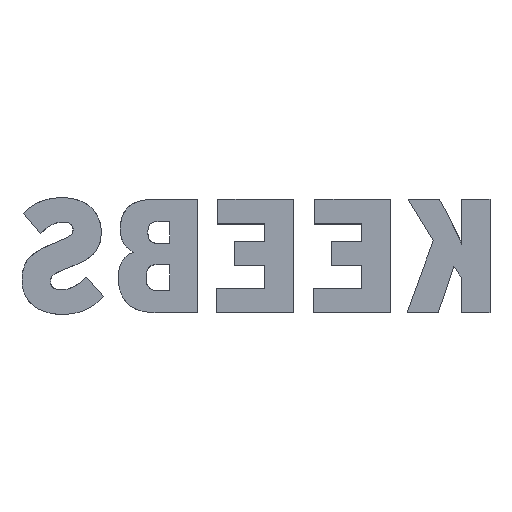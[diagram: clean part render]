
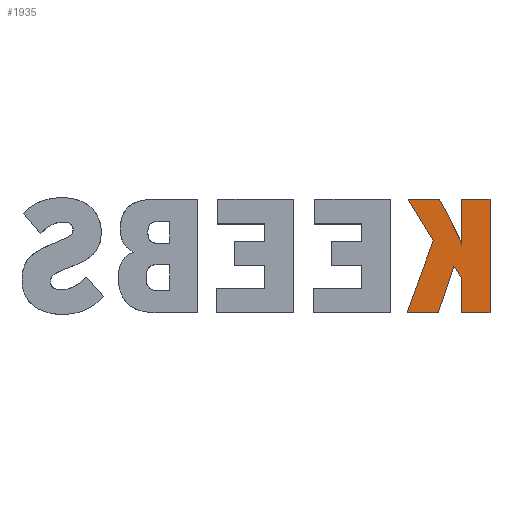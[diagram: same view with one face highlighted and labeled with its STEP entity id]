
A CAD part, top view. The second image highlights one B-rep face of the part: STEP entity #1935.
In plain terms, the highlighted planar face has unit normal (0, 0, 1).
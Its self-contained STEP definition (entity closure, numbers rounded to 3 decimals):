
#1434=CARTESIAN_POINT('',(-6.137,-14.789,0.6));
#1435=VERTEX_POINT('',#1434);
#1436=CARTESIAN_POINT('',(-6.64,-14.023,0.6));
#1437=VERTEX_POINT('',#1436);
#1438=CARTESIAN_POINT('',(-6.137,-14.789,0.6));
#1439=DIRECTION('',(-0.549,0.836,0.));
#1440=VECTOR('',#1439,0.916);
#1441=LINE('',#1438,#1440);
#1442=EDGE_CURVE('',#1435,#1437,#1441,.T.);
#1474=CARTESIAN_POINT('',(-7.749,-17.292,0.6));
#1475=VERTEX_POINT('',#1474);
#1476=CARTESIAN_POINT('',(-6.64,-14.023,0.6));
#1477=DIRECTION('',(-0.321,-0.947,0.));
#1478=VECTOR('',#1477,3.451);
#1479=LINE('',#1476,#1478);
#1480=EDGE_CURVE('',#1437,#1475,#1479,.T.);
#1505=CARTESIAN_POINT('',(-9.954,-17.292,0.6));
#1506=VERTEX_POINT('',#1505);
#1507=CARTESIAN_POINT('',(-7.749,-17.292,0.6));
#1508=DIRECTION('',(-1.,0.,0.));
#1509=VECTOR('',#1508,2.206);
#1510=LINE('',#1507,#1509);
#1511=EDGE_CURVE('',#1475,#1506,#1510,.T.);
#1536=CARTESIAN_POINT('',(-8.103,-12.217,0.6));
#1537=VERTEX_POINT('',#1536);
#1538=CARTESIAN_POINT('',(-9.954,-17.292,0.6));
#1539=DIRECTION('',(0.343,0.939,0.));
#1540=VECTOR('',#1539,5.401);
#1541=LINE('',#1538,#1540);
#1542=EDGE_CURVE('',#1506,#1537,#1541,.T.);
#1567=CARTESIAN_POINT('',(-9.886,-9.292,0.6));
#1568=VERTEX_POINT('',#1567);
#1569=CARTESIAN_POINT('',(-8.103,-12.217,0.6));
#1570=DIRECTION('',(-0.52,0.854,0.));
#1571=VECTOR('',#1570,3.426);
#1572=LINE('',#1569,#1571);
#1573=EDGE_CURVE('',#1537,#1568,#1572,.T.);
#1598=CARTESIAN_POINT('',(-7.669,-9.292,0.6));
#1599=VERTEX_POINT('',#1598);
#1600=CARTESIAN_POINT('',(-9.886,-9.292,0.6));
#1601=DIRECTION('',(1.,0.,-0.));
#1602=VECTOR('',#1601,2.217);
#1603=LINE('',#1600,#1602);
#1604=EDGE_CURVE('',#1568,#1599,#1603,.T.);
#1629=CARTESIAN_POINT('',(-7.189,-10.149,0.6));
#1630=VERTEX_POINT('',#1629);
#1631=CARTESIAN_POINT('',(-7.669,-9.292,0.6));
#1632=DIRECTION('',(0.489,-0.873,0.));
#1633=VECTOR('',#1632,0.982);
#1634=LINE('',#1631,#1633);
#1635=EDGE_CURVE('',#1599,#1630,#1634,.T.);
#1668=CARTESIAN_POINT('',(-6.091,-12.446,0.6));
#1669=VERTEX_POINT('',#1668);
#1670=CARTESIAN_POINT('',(-7.189,-10.149,0.6));
#1671=CARTESIAN_POINT('',(-7.084,-10.334,0.6));
#1672=CARTESIAN_POINT('',(-6.986,-10.522,0.6));
#1673=CARTESIAN_POINT('',(-6.891,-10.712,0.6));
#1674=CARTESIAN_POINT('',(-6.796,-10.901,0.6));
#1675=CARTESIAN_POINT('',(-6.704,-11.093,0.6));
#1676=CARTESIAN_POINT('',(-6.615,-11.285,0.6));
#1677=CARTESIAN_POINT('',(-6.435,-11.67,0.6));
#1678=CARTESIAN_POINT('',(-6.264,-12.058,0.6));
#1679=CARTESIAN_POINT('',(-6.091,-12.446,0.6));
#1680=B_SPLINE_CURVE_WITH_KNOTS('',3,(#1670,#1671,#1672,#1673,#1674,#1675,#1676,#1677,#1678,#1679),.UNSPECIFIED.,.F.,.F.,(4,3,3,4),(0.006,0.007,0.007,0.008),.UNSPECIFIED.);
#1681=EDGE_CURVE('',#1630,#1669,#1680,.T.);
#1715=CARTESIAN_POINT('',(-6.137,-10.229,0.6));
#1716=VERTEX_POINT('',#1715);
#1717=CARTESIAN_POINT('',(-6.091,-12.446,0.6));
#1718=CARTESIAN_POINT('',(-6.118,-12.077,0.6));
#1719=CARTESIAN_POINT('',(-6.127,-11.707,0.6));
#1720=CARTESIAN_POINT('',(-6.132,-11.338,0.6));
#1721=CARTESIAN_POINT('',(-6.137,-10.968,0.6));
#1722=CARTESIAN_POINT('',(-6.137,-10.598,0.6));
#1723=CARTESIAN_POINT('',(-6.137,-10.229,0.6));
#1724=B_SPLINE_CURVE_WITH_KNOTS('',3,(#1717,#1718,#1719,#1720,#1721,#1722,#1723),.UNSPECIFIED.,.F.,.F.,(4,3,4),(0.008,0.009,0.01),.UNSPECIFIED.);
#1725=EDGE_CURVE('',#1669,#1716,#1724,.T.);
#1751=CARTESIAN_POINT('',(-6.137,-9.292,0.6));
#1752=VERTEX_POINT('',#1751);
#1753=CARTESIAN_POINT('',(-6.137,-10.229,0.6));
#1754=DIRECTION('',(0.,1.,0.));
#1755=VECTOR('',#1754,0.937);
#1756=LINE('',#1753,#1755);
#1757=EDGE_CURVE('',#1716,#1752,#1756,.T.);
#1782=CARTESIAN_POINT('',(-4.091,-9.292,0.6));
#1783=VERTEX_POINT('',#1782);
#1784=CARTESIAN_POINT('',(-6.137,-9.292,0.6));
#1785=DIRECTION('',(1.,0.,-0.));
#1786=VECTOR('',#1785,2.046);
#1787=LINE('',#1784,#1786);
#1788=EDGE_CURVE('',#1752,#1783,#1787,.T.);
#1813=CARTESIAN_POINT('',(-4.091,-17.292,0.6));
#1814=VERTEX_POINT('',#1813);
#1815=CARTESIAN_POINT('',(-4.091,-9.292,0.6));
#1816=DIRECTION('',(0.,-1.,0.));
#1817=VECTOR('',#1816,8.);
#1818=LINE('',#1815,#1817);
#1819=EDGE_CURVE('',#1783,#1814,#1818,.T.);
#1844=CARTESIAN_POINT('',(-6.137,-17.292,0.6));
#1845=VERTEX_POINT('',#1844);
#1846=CARTESIAN_POINT('',(-4.091,-17.292,0.6));
#1847=DIRECTION('',(-1.,0.,0.));
#1848=VECTOR('',#1847,2.046);
#1849=LINE('',#1846,#1848);
#1850=EDGE_CURVE('',#1814,#1845,#1849,.T.);
#1875=CARTESIAN_POINT('',(-6.137,-17.292,0.6));
#1876=DIRECTION('',(0.,1.,0.));
#1877=VECTOR('',#1876,2.503);
#1878=LINE('',#1875,#1877);
#1879=EDGE_CURVE('',#1845,#1435,#1878,.T.);
#1914=CARTESIAN_POINT('',(0.,0.,0.6));
#1915=DIRECTION('',(0.,0.,-1.));
#1916=DIRECTION('',(-1.,0.,0.));
#1917=AXIS2_PLACEMENT_3D('',#1914,#1915,#1916);
#1918=PLANE('',#1917);
#1919=ORIENTED_EDGE('',*,*,#1442,.F.);
#1920=ORIENTED_EDGE('',*,*,#1879,.F.);
#1921=ORIENTED_EDGE('',*,*,#1850,.F.);
#1922=ORIENTED_EDGE('',*,*,#1819,.F.);
#1923=ORIENTED_EDGE('',*,*,#1788,.F.);
#1924=ORIENTED_EDGE('',*,*,#1757,.F.);
#1925=ORIENTED_EDGE('',*,*,#1725,.F.);
#1926=ORIENTED_EDGE('',*,*,#1681,.F.);
#1927=ORIENTED_EDGE('',*,*,#1635,.F.);
#1928=ORIENTED_EDGE('',*,*,#1604,.F.);
#1929=ORIENTED_EDGE('',*,*,#1573,.F.);
#1930=ORIENTED_EDGE('',*,*,#1542,.F.);
#1931=ORIENTED_EDGE('',*,*,#1511,.F.);
#1932=ORIENTED_EDGE('',*,*,#1480,.F.);
#1933=EDGE_LOOP('',(#1919,#1920,#1921,#1922,#1923,#1924,#1925,#1926,#1927,#1928,#1929,#1930,#1931,#1932));
#1934=FACE_BOUND('',#1933,.T.);
#1935=ADVANCED_FACE('',(#1934),#1918,.F.);
